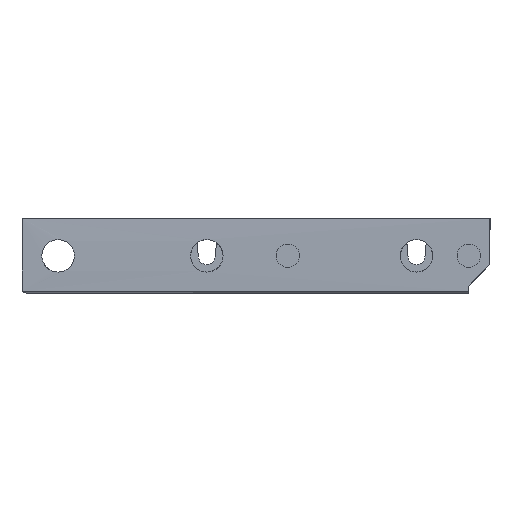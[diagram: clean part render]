
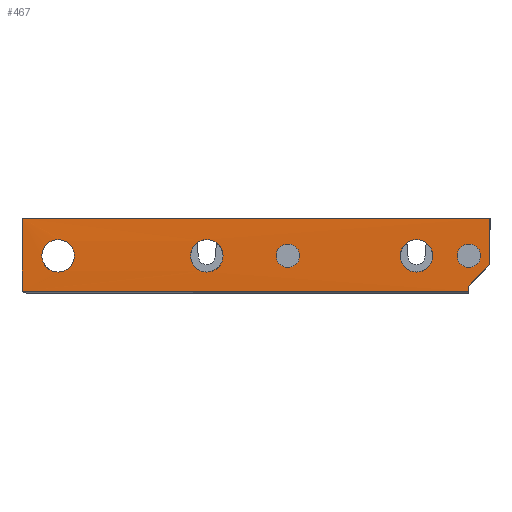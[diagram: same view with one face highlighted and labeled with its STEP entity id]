
A CAD part, top view. The second image highlights one B-rep face of the part: STEP entity #467.
In plain terms, the highlighted face is planar.
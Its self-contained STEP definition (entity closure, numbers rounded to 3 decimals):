
#47 = CARTESIAN_POINT ( 'NONE',  ( -138.75, 0., 7.5 ) ) ;
#51 = EDGE_LOOP ( 'NONE', ( #3095, #3361, #2740, #7885, #5509, #7811 ) ) ;
#76 = EDGE_CURVE ( 'NONE', #2277, #5310, #1295, .T. ) ;
#157 = CARTESIAN_POINT ( 'NONE',  ( -179., 0., 15. ) ) ;
#242 = CARTESIAN_POINT ( 'NONE',  ( -89.6, 0., 0.4 ) ) ;
#317 = EDGE_LOOP ( 'NONE', ( #4170, #7595 ) ) ;
#320 = CARTESIAN_POINT ( 'NONE',  ( -142., 0., 7.5 ) ) ;
#418 = EDGE_CURVE ( 'NONE', #1598, #2546, #2263, .T. ) ;
#467 = ADVANCED_FACE ( 'NONE', ( #2579, #7566, #7486, #2009, #4336, #750 ), #1928, .T. ) ;
#650 = EDGE_CURVE ( 'NONE', #6505, #5760, #5679, .T. ) ;
#652 = CARTESIAN_POINT ( 'NONE',  ( -85.287, 0., 5.755 ) ) ;
#750 = FACE_BOUND ( 'NONE', #4841, .T. ) ;
#785 = EDGE_CURVE ( 'NONE', #3519, #5310, #7922, .T. ) ;
#965 = CARTESIAN_POINT ( 'NONE',  ( -128.1, 0., 7.5 ) ) ;
#998 = AXIS2_PLACEMENT_3D ( 'NONE', #4714, #2178, #3469 ) ;
#1036 = CIRCLE ( 'NONE', #6809, 3.25 ) ;
#1086 = AXIS2_PLACEMENT_3D ( 'NONE', #2495, #4416, #7529 ) ;
#1129 = EDGE_CURVE ( 'NONE', #4553, #1858, #1966, .T. ) ;
#1193 = ORIENTED_EDGE ( 'NONE', *, *, #5287, .F. ) ;
#1203 = CARTESIAN_POINT ( 'NONE',  ( -82.771, 0., 8.271 ) ) ;
#1295 = LINE ( 'NONE', #2429, #3686 ) ;
#1325 = DIRECTION ( 'NONE',  ( -0.707, 0., -0.707 ) ) ;
#1357 = EDGE_LOOP ( 'NONE', ( #7200, #2427 ) ) ;
#1360 = CARTESIAN_POINT ( 'NONE',  ( -179., 0., 0.4 ) ) ;
#1423 = DIRECTION ( 'NONE',  ( -1., 0., 0. ) ) ;
#1450 = EDGE_LOOP ( 'NONE', ( #6848, #5141 ) ) ;
#1464 = CARTESIAN_POINT ( 'NONE',  ( -89.5, 0., 7.5 ) ) ;
#1535 = CARTESIAN_POINT ( 'NONE',  ( -175.02, 0., 7.5 ) ) ;
#1598 = VERTEX_POINT ( 'NONE', #1535 ) ;
#1638 = VERTEX_POINT ( 'NONE', #2832 ) ;
#1780 = DIRECTION ( 'NONE',  ( 0., 0., -1. ) ) ;
#1854 = CARTESIAN_POINT ( 'NONE',  ( -171.77, 0., 7.5 ) ) ;
#1858 = VERTEX_POINT ( 'NONE', #652 ) ;
#1928 = PLANE ( 'NONE',  #1086 ) ;
#1930 = CIRCLE ( 'NONE', #6513, 2.35 ) ;
#1966 = LINE ( 'NONE', #4415, #2035 ) ;
#2009 = FACE_BOUND ( 'NONE', #6163, .T. ) ;
#2023 = LINE ( 'NONE', #1203, #6679 ) ;
#2035 = VECTOR ( 'NONE', #4966, 1000. ) ;
#2090 = CARTESIAN_POINT ( 'NONE',  ( -96.75, 0., 7.5 ) ) ;
#2133 = AXIS2_PLACEMENT_3D ( 'NONE', #320, #6555, #7681 ) ;
#2162 = CARTESIAN_POINT ( 'NONE',  ( -125.75, 0., 7.5 ) ) ;
#2178 = DIRECTION ( 'NONE',  ( 0., 1., 0. ) ) ;
#2263 = CIRCLE ( 'NONE', #6326, 3.25 ) ;
#2277 = VERTEX_POINT ( 'NONE', #6304 ) ;
#2324 = EDGE_CURVE ( 'NONE', #3665, #3749, #3994, .T. ) ;
#2336 = VECTOR ( 'NONE', #6514, 1000. ) ;
#2380 = EDGE_CURVE ( 'NONE', #3481, #7946, #7435, .T. ) ;
#2427 = ORIENTED_EDGE ( 'NONE', *, *, #2324, .T. ) ;
#2429 = CARTESIAN_POINT ( 'NONE',  ( -89.6, 0., 15. ) ) ;
#2495 = CARTESIAN_POINT ( 'NONE',  ( -89.5, 0., 15. ) ) ;
#2546 = VERTEX_POINT ( 'NONE', #4056 ) ;
#2579 = FACE_OUTER_BOUND ( 'NONE', #51, .T. ) ;
#2602 = AXIS2_PLACEMENT_3D ( 'NONE', #4595, #7805, #5304 ) ;
#2655 = VECTOR ( 'NONE', #6061, 1000. ) ;
#2676 = CARTESIAN_POINT ( 'NONE',  ( -125.75, 0., 7.5 ) ) ;
#2725 = VECTOR ( 'NONE', #6609, 1000. ) ;
#2731 = CIRCLE ( 'NONE', #2602, 3.25 ) ;
#2740 = ORIENTED_EDGE ( 'NONE', *, *, #1129, .F. ) ;
#2832 = CARTESIAN_POINT ( 'NONE',  ( -179., 0., 15. ) ) ;
#2859 = CARTESIAN_POINT ( 'NONE',  ( -171.77, 0., 7.5 ) ) ;
#3018 = VERTEX_POINT ( 'NONE', #4218 ) ;
#3022 = CARTESIAN_POINT ( 'NONE',  ( -85.287, 0., 15. ) ) ;
#3095 = ORIENTED_EDGE ( 'NONE', *, *, #76, .F. ) ;
#3144 = CARTESIAN_POINT ( 'NONE',  ( -103.25, 0., 7.5 ) ) ;
#3252 = ORIENTED_EDGE ( 'NONE', *, *, #4366, .F. ) ;
#3282 = DIRECTION ( 'NONE',  ( 0., -1., 0. ) ) ;
#3304 = EDGE_CURVE ( 'NONE', #3749, #3665, #4542, .T. ) ;
#3337 = LINE ( 'NONE', #157, #2336 ) ;
#3361 = ORIENTED_EDGE ( 'NONE', *, *, #5789, .F. ) ;
#3373 = DIRECTION ( 'NONE',  ( -1., 0., 0. ) ) ;
#3420 = DIRECTION ( 'NONE',  ( -1., 0., 0. ) ) ;
#3469 = DIRECTION ( 'NONE',  ( 1., 0., 0. ) ) ;
#3481 = VERTEX_POINT ( 'NONE', #8062 ) ;
#3510 = DIRECTION ( 'NONE',  ( 1., 0., 0. ) ) ;
#3512 = CARTESIAN_POINT ( 'NONE',  ( 0., 0., 15. ) ) ;
#3519 = VERTEX_POINT ( 'NONE', #1360 ) ;
#3599 = ORIENTED_EDGE ( 'NONE', *, *, #418, .F. ) ;
#3665 = VERTEX_POINT ( 'NONE', #3144 ) ;
#3686 = VECTOR ( 'NONE', #1780, 1000. ) ;
#3749 = VERTEX_POINT ( 'NONE', #2090 ) ;
#3994 = CIRCLE ( 'NONE', #5074, 3.25 ) ;
#4056 = CARTESIAN_POINT ( 'NONE',  ( -168.52, 0., 7.5 ) ) ;
#4068 = CARTESIAN_POINT ( 'NONE',  ( 0., 0., 0.4 ) ) ;
#4170 = ORIENTED_EDGE ( 'NONE', *, *, #5854, .T. ) ;
#4218 = CARTESIAN_POINT ( 'NONE',  ( -87.15, 0., 7.5 ) ) ;
#4336 = FACE_BOUND ( 'NONE', #1450, .T. ) ;
#4366 = EDGE_CURVE ( 'NONE', #3018, #4602, #1930, .T. ) ;
#4396 = AXIS2_PLACEMENT_3D ( 'NONE', #2676, #5205, #1423 ) ;
#4415 = CARTESIAN_POINT ( 'NONE',  ( -85.287, 0., 15. ) ) ;
#4416 = DIRECTION ( 'NONE',  ( 0., -1., 0. ) ) ;
#4448 = DIRECTION ( 'NONE',  ( 0., 1., 0. ) ) ;
#4542 = CIRCLE ( 'NONE', #998, 3.25 ) ;
#4553 = VERTEX_POINT ( 'NONE', #3022 ) ;
#4595 = CARTESIAN_POINT ( 'NONE',  ( -142., 0., 7.5 ) ) ;
#4602 = VERTEX_POINT ( 'NONE', #7534 ) ;
#4698 = DIRECTION ( 'NONE',  ( 0., -1., 0. ) ) ;
#4714 = CARTESIAN_POINT ( 'NONE',  ( -100., 0., 7.5 ) ) ;
#4822 = CIRCLE ( 'NONE', #5490, 2.35 ) ;
#4841 = EDGE_LOOP ( 'NONE', ( #1193, #3252 ) ) ;
#4966 = DIRECTION ( 'NONE',  ( 0., 0., -1. ) ) ;
#4980 = DIRECTION ( 'NONE',  ( 0., -1., 0. ) ) ;
#5074 = AXIS2_PLACEMENT_3D ( 'NONE', #6183, #4448, #3510 ) ;
#5141 = ORIENTED_EDGE ( 'NONE', *, *, #2380, .F. ) ;
#5205 = DIRECTION ( 'NONE',  ( 0., -1., 0. ) ) ;
#5247 = AXIS2_PLACEMENT_3D ( 'NONE', #2162, #7177, #3420 ) ;
#5253 = EDGE_CURVE ( 'NONE', #1638, #3519, #3337, .T. ) ;
#5287 = EDGE_CURVE ( 'NONE', #4602, #3018, #4822, .T. ) ;
#5304 = DIRECTION ( 'NONE',  ( 1., 0., 0. ) ) ;
#5310 = VERTEX_POINT ( 'NONE', #242 ) ;
#5390 = DIRECTION ( 'NONE',  ( 0., -1., 0. ) ) ;
#5490 = AXIS2_PLACEMENT_3D ( 'NONE', #1464, #4698, #3373 ) ;
#5509 = ORIENTED_EDGE ( 'NONE', *, *, #5253, .T. ) ;
#5679 = CIRCLE ( 'NONE', #2133, 3.25 ) ;
#5681 = EDGE_CURVE ( 'NONE', #2546, #1598, #1036, .T. ) ;
#5760 = VERTEX_POINT ( 'NONE', #47 ) ;
#5789 = EDGE_CURVE ( 'NONE', #1858, #2277, #2023, .T. ) ;
#5854 = EDGE_CURVE ( 'NONE', #5760, #6505, #2731, .T. ) ;
#6036 = EDGE_CURVE ( 'NONE', #4553, #1638, #7226, .T. ) ;
#6061 = DIRECTION ( 'NONE',  ( 1., 0., 0. ) ) ;
#6163 = EDGE_LOOP ( 'NONE', ( #6509, #3599 ) ) ;
#6183 = CARTESIAN_POINT ( 'NONE',  ( -100., 0., 7.5 ) ) ;
#6247 = DIRECTION ( 'NONE',  ( -1., 0., 0. ) ) ;
#6295 = EDGE_CURVE ( 'NONE', #7946, #3481, #6685, .T. ) ;
#6304 = CARTESIAN_POINT ( 'NONE',  ( -89.6, 0., 1.441 ) ) ;
#6326 = AXIS2_PLACEMENT_3D ( 'NONE', #2859, #5390, #7898 ) ;
#6421 = DIRECTION ( 'NONE',  ( -1., 0., 0. ) ) ;
#6505 = VERTEX_POINT ( 'NONE', #6850 ) ;
#6509 = ORIENTED_EDGE ( 'NONE', *, *, #5681, .F. ) ;
#6513 = AXIS2_PLACEMENT_3D ( 'NONE', #7074, #3282, #6421 ) ;
#6514 = DIRECTION ( 'NONE',  ( 0., 0., -1. ) ) ;
#6555 = DIRECTION ( 'NONE',  ( 0., 1., 0. ) ) ;
#6609 = DIRECTION ( 'NONE',  ( -1., 0., 0. ) ) ;
#6679 = VECTOR ( 'NONE', #1325, 1000. ) ;
#6685 = CIRCLE ( 'NONE', #5247, 2.35 ) ;
#6809 = AXIS2_PLACEMENT_3D ( 'NONE', #1854, #4980, #6247 ) ;
#6848 = ORIENTED_EDGE ( 'NONE', *, *, #6295, .F. ) ;
#6850 = CARTESIAN_POINT ( 'NONE',  ( -145.25, 0., 7.5 ) ) ;
#7074 = CARTESIAN_POINT ( 'NONE',  ( -89.5, 0., 7.5 ) ) ;
#7177 = DIRECTION ( 'NONE',  ( 0., -1., 0. ) ) ;
#7200 = ORIENTED_EDGE ( 'NONE', *, *, #3304, .T. ) ;
#7226 = LINE ( 'NONE', #3512, #2725 ) ;
#7435 = CIRCLE ( 'NONE', #4396, 2.35 ) ;
#7486 = FACE_BOUND ( 'NONE', #317, .T. ) ;
#7529 = DIRECTION ( 'NONE',  ( -1., 0., 0. ) ) ;
#7534 = CARTESIAN_POINT ( 'NONE',  ( -91.85, 0., 7.5 ) ) ;
#7566 = FACE_BOUND ( 'NONE', #1357, .T. ) ;
#7595 = ORIENTED_EDGE ( 'NONE', *, *, #650, .T. ) ;
#7681 = DIRECTION ( 'NONE',  ( 1., 0., 0. ) ) ;
#7805 = DIRECTION ( 'NONE',  ( 0., 1., 0. ) ) ;
#7811 = ORIENTED_EDGE ( 'NONE', *, *, #785, .T. ) ;
#7885 = ORIENTED_EDGE ( 'NONE', *, *, #6036, .T. ) ;
#7898 = DIRECTION ( 'NONE',  ( -1., 0., 0. ) ) ;
#7922 = LINE ( 'NONE', #4068, #2655 ) ;
#7946 = VERTEX_POINT ( 'NONE', #965 ) ;
#8062 = CARTESIAN_POINT ( 'NONE',  ( -123.4, 0., 7.5 ) ) ;
